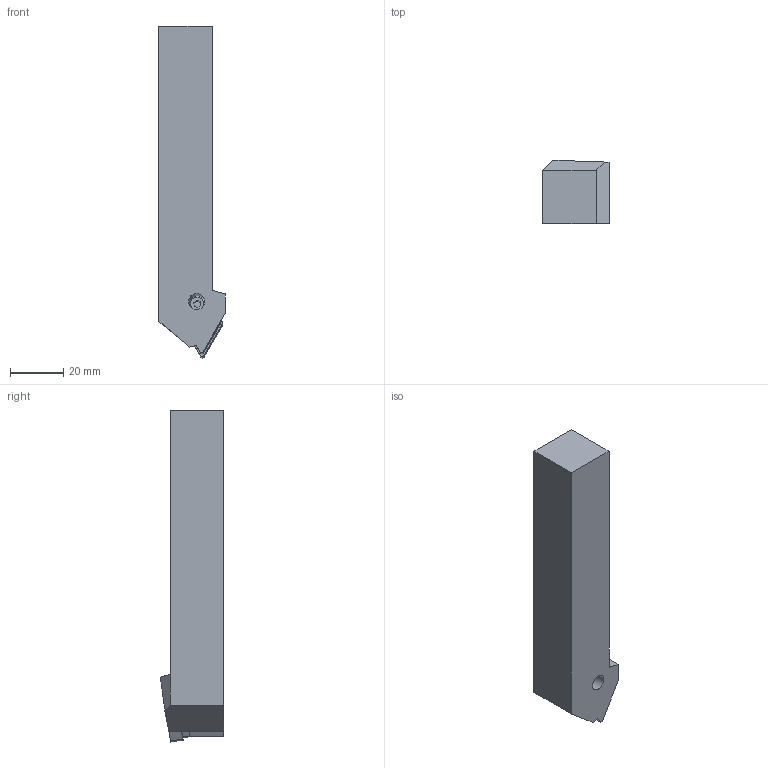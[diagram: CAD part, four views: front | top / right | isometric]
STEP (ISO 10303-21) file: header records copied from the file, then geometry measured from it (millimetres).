
FILE_DESCRIPTION((''),'2;1');
FILE_NAME('PTTNL2020K16.stp','2022-10-06T11:00:49',('Oftec7'),(''),'Autodesk Inventor 2013','Autodesk Inventor 2013','');
FILE_SCHEMA(('CONFIG_CONTROL_DESIGN'));
Length unit declared in the file: millimetre
Products named in the file (1): PTTNL2020K16
Bounding box: 24.9 x 23.87 x 125.09 mm (x, y, z)
Volume: 49223.1 mm3; surface area: 12541.8 mm2
Topology: 5 solids, 5 shells, 97 faces, 249 edges, 163 vertices
Faces by surface type: plane 61, cylinder 25, cone 7, torus 2, bspline 2
Full cylindrical faces by diameter (mm): 3 x1, 3.7 x1, 4 x1, 5 x1, 6 x3
Entity records: 3182 total; most frequent: CARTESIAN_POINT 745, DIRECTION 464, ORIENTED_EDGE 464, EDGE_CURVE 232, VERTEX_POINT 159, VECTOR 156, LINE 156, AXIS2_PLACEMENT_3D 154
